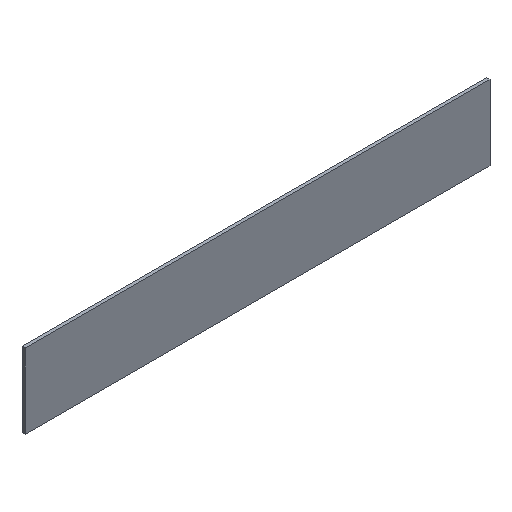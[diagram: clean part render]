
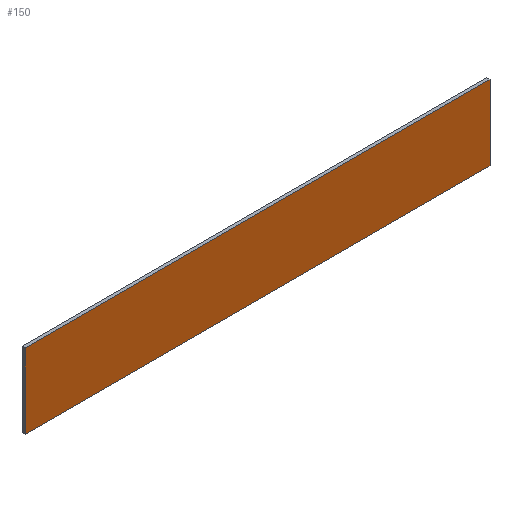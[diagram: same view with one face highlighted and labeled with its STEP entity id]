
A CAD part, isometric view. The second image highlights one B-rep face of the part: STEP entity #150.
In plain terms, the highlighted free-form (B-spline) face has degree [1, 1] with [2, 2] control points.
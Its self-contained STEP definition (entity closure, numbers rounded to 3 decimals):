
#2 = VERTEX_POINT ( 'NONE', #23 ) ;
#6 = CARTESIAN_POINT ( 'NONE',  ( 746., -5., -120. ) ) ;
#14 = ORIENTED_EDGE ( 'NONE', *, *, #220, .T. ) ;
#16 = CARTESIAN_POINT ( 'NONE',  ( 746., -5., 0. ) ) ;
#23 = CARTESIAN_POINT ( 'NONE',  ( 0., -5., 0. ) ) ;
#31 = B_SPLINE_CURVE_WITH_KNOTS ( 'NONE', 1,
 ( #172, #16 ),
 .UNSPECIFIED., .F., .F.,
 ( 2, 2 ),
 ( 0., 1. ),
 .UNSPECIFIED. ) ;
#43 = CARTESIAN_POINT ( 'NONE',  ( 0., -5., 0. ) ) ;
#45 = CARTESIAN_POINT ( 'NONE',  ( 0., -5., 0. ) ) ;
#51 = CARTESIAN_POINT ( 'NONE',  ( 746., -5., -120. ) ) ;
#54 = CARTESIAN_POINT ( 'NONE',  ( 746., -5., 0. ) ) ;
#56 = EDGE_CURVE ( 'NONE', #2, #90, #200, .T. ) ;
#72 = EDGE_CURVE ( 'NONE', #204, #87, #215, .T. ) ;
#85 = CARTESIAN_POINT ( 'NONE',  ( 746., -5., -120. ) ) ;
#87 = VERTEX_POINT ( 'NONE', #6 ) ;
#88 = CARTESIAN_POINT ( 'NONE',  ( 0., -5., -120. ) ) ;
#90 = VERTEX_POINT ( 'NONE', #105 ) ;
#91 = EDGE_LOOP ( 'NONE', ( #14, #153, #144, #183 ) ) ;
#101 = CARTESIAN_POINT ( 'NONE',  ( 0., -5., -120. ) ) ;
#102 = CARTESIAN_POINT ( 'NONE',  ( 0., -5., 0. ) ) ;
#105 = CARTESIAN_POINT ( 'NONE',  ( 746., -5., 0. ) ) ;
#139 = CARTESIAN_POINT ( 'NONE',  ( 0., -5., -120. ) ) ;
#144 = ORIENTED_EDGE ( 'NONE', *, *, #213, .F. ) ;
#150 = ADVANCED_FACE ( 'NONE', ( #190 ), #181, .T. ) ;
#153 = ORIENTED_EDGE ( 'NONE', *, *, #56, .F. ) ;
#164 = B_SPLINE_CURVE_WITH_KNOTS ( 'NONE', 1,
 ( #221, #102 ),
 .UNSPECIFIED., .F., .F.,
 ( 2, 2 ),
 ( 0., 1. ),
 .UNSPECIFIED. ) ;
#172 = CARTESIAN_POINT ( 'NONE',  ( 746., -5., -120. ) ) ;
#181 = B_SPLINE_SURFACE_WITH_KNOTS ( 'NONE', 1, 1, ( 
 ( #43, #218 ),
 ( #101, #85 ) ),
 .UNSPECIFIED., .F., .F., .F.,
 ( 2, 2 ),
 ( 2, 2 ),
 ( 0., 1. ),
 ( 0., 1. ),
 .UNSPECIFIED. ) ;
#183 = ORIENTED_EDGE ( 'NONE', *, *, #72, .T. ) ;
#190 = FACE_OUTER_BOUND ( 'NONE', #91, .T. ) ;
#200 = B_SPLINE_CURVE_WITH_KNOTS ( 'NONE', 1,
 ( #45, #54 ),
 .UNSPECIFIED., .F., .F.,
 ( 2, 2 ),
 ( 0., 1. ),
 .UNSPECIFIED. ) ;
#204 = VERTEX_POINT ( 'NONE', #88 ) ;
#213 = EDGE_CURVE ( 'NONE', #204, #2, #164, .T. ) ;
#215 = B_SPLINE_CURVE_WITH_KNOTS ( 'NONE', 1,
 ( #139, #51 ),
 .UNSPECIFIED., .F., .F.,
 ( 2, 2 ),
 ( 0., 1. ),
 .UNSPECIFIED. ) ;
#218 = CARTESIAN_POINT ( 'NONE',  ( 746., -5., 0. ) ) ;
#220 = EDGE_CURVE ( 'NONE', #87, #90, #31, .T. ) ;
#221 = CARTESIAN_POINT ( 'NONE',  ( 0., -5., -120. ) ) ;
